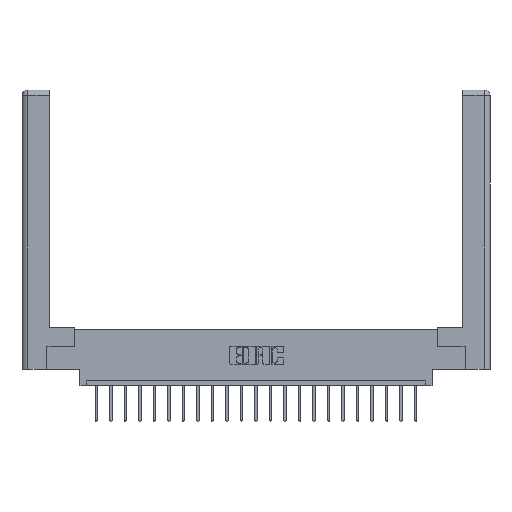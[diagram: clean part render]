
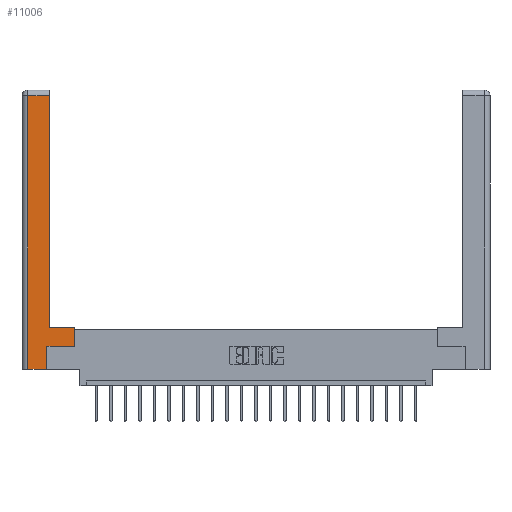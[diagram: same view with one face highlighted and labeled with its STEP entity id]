
A CAD part, top view. The second image highlights one B-rep face of the part: STEP entity #11006.
In plain terms, the highlighted planar face has unit normal (0, 0, 1).
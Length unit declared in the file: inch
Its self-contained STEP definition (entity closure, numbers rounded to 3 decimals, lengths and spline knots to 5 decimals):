
#305 = ORIENTED_EDGE ( 'NONE', *, *, #17142, .T. ) ;
#690 = CARTESIAN_POINT ( 'NONE',  ( 0.265, 0., 0. ) ) ;
#928 = CARTESIAN_POINT ( 'NONE',  ( 0.295, 2.94, 0. ) ) ;
#1582 = VECTOR ( 'NONE', #5434, 39.37008 ) ;
#1825 = EDGE_CURVE ( 'NONE', #11329, #20034, #18762, .T. ) ;
#1850 = LINE ( 'NONE', #15706, #1582 ) ;
#2051 = VECTOR ( 'NONE', #14265, 39.37008 ) ;
#2115 = VECTOR ( 'NONE', #5157, 39.37008 ) ;
#2356 = DIRECTION ( 'NONE',  ( 0., 1., 0. ) ) ;
#2745 = EDGE_CURVE ( 'NONE', #8933, #11329, #10647, .T. ) ;
#2767 = VECTOR ( 'NONE', #9957, 39.37008 ) ;
#3638 = VECTOR ( 'NONE', #2356, 39.37008 ) ;
#3967 = LINE ( 'NONE', #20649, #2115 ) ;
#4948 = ORIENTED_EDGE ( 'NONE', *, *, #11622, .T. ) ;
#4969 = VECTOR ( 'NONE', #12834, 39.37008 ) ;
#5109 = DIRECTION ( 'NONE',  ( -1., 0., 0. ) ) ;
#5157 = DIRECTION ( 'NONE',  ( 1., 0., 0. ) ) ;
#5334 = EDGE_CURVE ( 'NONE', #6065, #20436, #14642, .T. ) ;
#5434 = DIRECTION ( 'NONE',  ( 0., 1., 0. ) ) ;
#5638 = ORIENTED_EDGE ( 'NONE', *, *, #1825, .T. ) ;
#5732 = CARTESIAN_POINT ( 'NONE',  ( 0.0615, 2.94, 0. ) ) ;
#5959 = ORIENTED_EDGE ( 'NONE', *, *, #9242, .T. ) ;
#6065 = VERTEX_POINT ( 'NONE', #928 ) ;
#6139 = ORIENTED_EDGE ( 'NONE', *, *, #5334, .T. ) ;
#8080 = CARTESIAN_POINT ( 'NONE',  ( 0.565, 0.245, 0. ) ) ;
#8933 = VERTEX_POINT ( 'NONE', #8080 ) ;
#9186 = CARTESIAN_POINT ( 'NONE',  ( 0.295, 0.45, 0. ) ) ;
#9242 = EDGE_CURVE ( 'NONE', #19953, #13710, #10425, .T. ) ;
#9706 = CARTESIAN_POINT ( 'NONE',  ( 0.265, 0.245, 0. ) ) ;
#9805 = FACE_OUTER_BOUND ( 'NONE', #16241, .T. ) ;
#9957 = DIRECTION ( 'NONE',  ( -1., 0., 0. ) ) ;
#10417 = DIRECTION ( 'NONE',  ( 0., -1., 0. ) ) ;
#10425 = LINE ( 'NONE', #16247, #2051 ) ;
#10461 = ORIENTED_EDGE ( 'NONE', *, *, #15456, .T. ) ;
#10647 = LINE ( 'NONE', #19681, #3638 ) ;
#10787 = VECTOR ( 'NONE', #12152, 39.37008 ) ;
#10953 = CARTESIAN_POINT ( 'NONE',  ( 0.295, 0.45, 0. ) ) ;
#11006 = ADVANCED_FACE ( 'NONE', ( #9805 ), #15540, .F. ) ;
#11061 = LINE ( 'NONE', #9706, #10787 ) ;
#11187 = ORIENTED_EDGE ( 'NONE', *, *, #12590, .T. ) ;
#11329 = VERTEX_POINT ( 'NONE', #21545 ) ;
#11622 = EDGE_CURVE ( 'NONE', #20034, #6065, #1850, .T. ) ;
#12152 = DIRECTION ( 'NONE',  ( 0., 1., 0. ) ) ;
#12355 = CARTESIAN_POINT ( 'NONE',  ( 0.0615, 0., 0. ) ) ;
#12590 = EDGE_CURVE ( 'NONE', #17629, #8933, #3967, .T. ) ;
#12834 = DIRECTION ( 'NONE',  ( -1., 0., 0. ) ) ;
#13587 = ORIENTED_EDGE ( 'NONE', *, *, #2745, .T. ) ;
#13610 = DIRECTION ( 'NONE',  ( 0., 0., -1. ) ) ;
#13710 = VERTEX_POINT ( 'NONE', #690 ) ;
#14265 = DIRECTION ( 'NONE',  ( 1., 0., 0. ) ) ;
#14642 = LINE ( 'NONE', #16437, #2767 ) ;
#15456 = EDGE_CURVE ( 'NONE', #20436, #19953, #20867, .T. ) ;
#15540 = PLANE ( 'NONE',  #19206 ) ;
#15706 = CARTESIAN_POINT ( 'NONE',  ( 0.295, 3., 0. ) ) ;
#16241 = EDGE_LOOP ( 'NONE', ( #4948, #6139, #10461, #5959, #305, #11187, #13587, #5638 ) ) ;
#16247 = CARTESIAN_POINT ( 'NONE',  ( 0.265, 0., 0. ) ) ;
#16437 = CARTESIAN_POINT ( 'NONE',  ( 0.0615, 2.94, 0. ) ) ;
#17142 = EDGE_CURVE ( 'NONE', #13710, #17629, #11061, .T. ) ;
#17629 = VERTEX_POINT ( 'NONE', #20103 ) ;
#18762 = LINE ( 'NONE', #10953, #4969 ) ;
#18864 = CARTESIAN_POINT ( 'NONE',  ( 0., 0., 0. ) ) ;
#18943 = CARTESIAN_POINT ( 'NONE',  ( 0.0615, 0., 0. ) ) ;
#19206 = AXIS2_PLACEMENT_3D ( 'NONE', #18864, #13610, #5109 ) ;
#19681 = CARTESIAN_POINT ( 'NONE',  ( 0.565, 0.45, 0. ) ) ;
#19953 = VERTEX_POINT ( 'NONE', #12355 ) ;
#20034 = VERTEX_POINT ( 'NONE', #9186 ) ;
#20103 = CARTESIAN_POINT ( 'NONE',  ( 0.265, 0.245, 0. ) ) ;
#20436 = VERTEX_POINT ( 'NONE', #5732 ) ;
#20649 = CARTESIAN_POINT ( 'NONE',  ( 0.565, 0.245, 0. ) ) ;
#20867 = LINE ( 'NONE', #18943, #21388 ) ;
#21388 = VECTOR ( 'NONE', #10417, 39.37008 ) ;
#21545 = CARTESIAN_POINT ( 'NONE',  ( 0.565, 0.45, 0. ) ) ;
